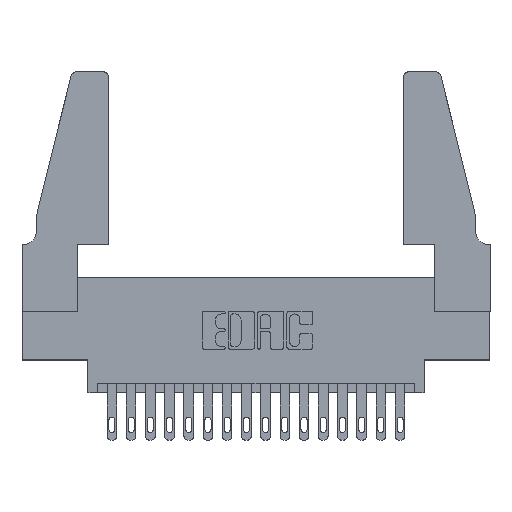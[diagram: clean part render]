
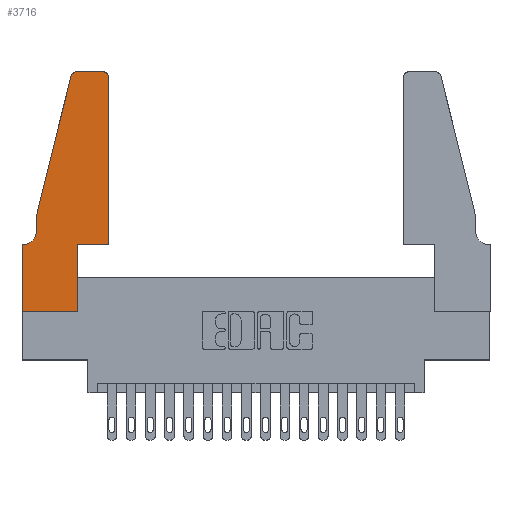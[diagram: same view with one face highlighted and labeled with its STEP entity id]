
A CAD part, top view. The second image highlights one B-rep face of the part: STEP entity #3716.
In plain terms, the highlighted planar face has unit normal (0, 0, 1).
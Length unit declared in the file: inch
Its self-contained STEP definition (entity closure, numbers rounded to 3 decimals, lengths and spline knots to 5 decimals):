
#525 = DIRECTION ( 'NONE',  ( 0., -1., 0. ) ) ;
#578 = LINE ( 'NONE', #11005, #16931 ) ;
#1272 = LINE ( 'NONE', #14459, #15817 ) ;
#1288 = CARTESIAN_POINT ( 'NONE',  ( 0.4505, 0.35, 0.37 ) ) ;
#1342 = CARTESIAN_POINT ( 'NONE',  ( 0.2865, 0.35, 0.37 ) ) ;
#1510 = LINE ( 'NONE', #5350, #2841 ) ;
#2137 = CARTESIAN_POINT ( 'NONE',  ( 0.25487, 1.22718, 0.37 ) ) ;
#2176 = EDGE_CURVE ( 'NONE', #9815, #14776, #12120, .T. ) ;
#2520 = VERTEX_POINT ( 'NONE', #14796 ) ;
#2553 = DIRECTION ( 'NONE',  ( -1., 0., 0. ) ) ;
#2841 = VECTOR ( 'NONE', #3981, 39.37008 ) ;
#2924 = DIRECTION ( 'NONE',  ( 1., 0., 0. ) ) ;
#3304 = AXIS2_PLACEMENT_3D ( 'NONE', #4655, #17203, #7619 ) ;
#3528 = CIRCLE ( 'NONE', #6934, 0.07 ) ;
#3645 = EDGE_CURVE ( 'NONE', #14776, #10414, #11383, .T. ) ;
#3716 = ADVANCED_FACE ( 'NONE', ( #8978 ), #12234, .T. ) ;
#3981 = DIRECTION ( 'NONE',  ( 0., -1., 0. ) ) ;
#4285 = CARTESIAN_POINT ( 'NONE',  ( 0., 0.35, 0.37 ) ) ;
#4289 = CARTESIAN_POINT ( 'NONE',  ( 0.0755, 0.42, 0.37 ) ) ;
#4559 = CARTESIAN_POINT ( 'NONE',  ( 0.4205, 1.25, 0.37 ) ) ;
#4655 = CARTESIAN_POINT ( 'NONE',  ( 0.4205, 1.22, 0.37 ) ) ;
#4708 = EDGE_CURVE ( 'NONE', #14686, #2520, #12629, .T. ) ;
#4885 = DIRECTION ( 'NONE',  ( 1., 0., 0. ) ) ;
#5350 = CARTESIAN_POINT ( 'NONE',  ( 0., 0., 0.37 ) ) ;
#5695 = VECTOR ( 'NONE', #525, 39.37008 ) ;
#6090 = CARTESIAN_POINT ( 'NONE',  ( 0.0755, 0.5, 0.37 ) ) ;
#6189 = VECTOR ( 'NONE', #17004, 39.37008 ) ;
#6300 = AXIS2_PLACEMENT_3D ( 'NONE', #4285, #7734, #2924 ) ;
#6568 = CARTESIAN_POINT ( 'NONE',  ( 0.0055, 0.42, 0.37 ) ) ;
#6739 = EDGE_CURVE ( 'NONE', #10414, #17136, #3528, .T. ) ;
#6934 = AXIS2_PLACEMENT_3D ( 'NONE', #6568, #13692, #17954 ) ;
#6936 = LINE ( 'NONE', #7940, #13317 ) ;
#7069 = VERTEX_POINT ( 'NONE', #18017 ) ;
#7143 = CARTESIAN_POINT ( 'NONE',  ( 0., 0.35, 0.37 ) ) ;
#7301 = VERTEX_POINT ( 'NONE', #1342 ) ;
#7483 = ORIENTED_EDGE ( 'NONE', *, *, #13395, .T. ) ;
#7619 = DIRECTION ( 'NONE',  ( 1., 0., 0. ) ) ;
#7659 = CARTESIAN_POINT ( 'NONE',  ( 0.4505, 0.35, 0.37 ) ) ;
#7734 = DIRECTION ( 'NONE',  ( 0., 0., 1. ) ) ;
#7741 = DIRECTION ( 'NONE',  ( 0., 0., 1. ) ) ;
#7925 = DIRECTION ( 'NONE',  ( 1., 0., 0. ) ) ;
#7940 = CARTESIAN_POINT ( 'NONE',  ( 0.0755, 0.35, 0.37 ) ) ;
#7973 = LINE ( 'NONE', #8746, #6189 ) ;
#8158 = LINE ( 'NONE', #7659, #17366 ) ;
#8280 = EDGE_CURVE ( 'NONE', #8565, #7069, #578, .T. ) ;
#8565 = VERTEX_POINT ( 'NONE', #4559 ) ;
#8746 = CARTESIAN_POINT ( 'NONE',  ( 0., 0., 0.37 ) ) ;
#8805 = VECTOR ( 'NONE', #14792, 39.37008 ) ;
#8873 = ORIENTED_EDGE ( 'NONE', *, *, #4708, .T. ) ;
#8978 = FACE_OUTER_BOUND ( 'NONE', #12239, .T. ) ;
#9169 = VERTEX_POINT ( 'NONE', #13505 ) ;
#9341 = AXIS2_PLACEMENT_3D ( 'NONE', #14749, #7741, #7925 ) ;
#9744 = VERTEX_POINT ( 'NONE', #7143 ) ;
#9815 = VERTEX_POINT ( 'NONE', #2137 ) ;
#10121 = EDGE_CURVE ( 'NONE', #17136, #9744, #6936, .T. ) ;
#10127 = CIRCLE ( 'NONE', #9341, 0.03 ) ;
#10195 = DIRECTION ( 'NONE',  ( 0., 1., 0. ) ) ;
#10398 = CARTESIAN_POINT ( 'NONE',  ( 0.2865, 0., 0.37 ) ) ;
#10410 = ORIENTED_EDGE ( 'NONE', *, *, #2176, .T. ) ;
#10414 = VERTEX_POINT ( 'NONE', #4289 ) ;
#10790 = ORIENTED_EDGE ( 'NONE', *, *, #10121, .T. ) ;
#10836 = ORIENTED_EDGE ( 'NONE', *, *, #6739, .T. ) ;
#11005 = CARTESIAN_POINT ( 'NONE',  ( 0.2605, 1.25, 0.37 ) ) ;
#11155 = DIRECTION ( 'NONE',  ( 0., 1., 0. ) ) ;
#11245 = CARTESIAN_POINT ( 'NONE',  ( 0.4505, 0.35, 0.37 ) ) ;
#11272 = VERTEX_POINT ( 'NONE', #10398 ) ;
#11383 = LINE ( 'NONE', #6090, #5695 ) ;
#11672 = ORIENTED_EDGE ( 'NONE', *, *, #3645, .T. ) ;
#11759 = ORIENTED_EDGE ( 'NONE', *, *, #12857, .T. ) ;
#12120 = LINE ( 'NONE', #13357, #8805 ) ;
#12234 = PLANE ( 'NONE',  #6300 ) ;
#12239 = EDGE_LOOP ( 'NONE', ( #16197, #13141, #10410, #11672, #10836, #10790, #7483, #11759, #12635, #12901, #8873, #14634 ) ) ;
#12629 = LINE ( 'NONE', #1288, #17039 ) ;
#12635 = ORIENTED_EDGE ( 'NONE', *, *, #14287, .T. ) ;
#12857 = EDGE_CURVE ( 'NONE', #9169, #11272, #7973, .T. ) ;
#12901 = ORIENTED_EDGE ( 'NONE', *, *, #13747, .T. ) ;
#13075 = EDGE_CURVE ( 'NONE', #2520, #8565, #16567, .T. ) ;
#13141 = ORIENTED_EDGE ( 'NONE', *, *, #13142, .T. ) ;
#13142 = EDGE_CURVE ( 'NONE', #7069, #9815, #10127, .T. ) ;
#13317 = VECTOR ( 'NONE', #13519, 39.37008 ) ;
#13357 = CARTESIAN_POINT ( 'NONE',  ( 0.0755, 0.5, 0.37 ) ) ;
#13395 = EDGE_CURVE ( 'NONE', #9744, #9169, #1510, .T. ) ;
#13505 = CARTESIAN_POINT ( 'NONE',  ( 0., 0., 0.37 ) ) ;
#13519 = DIRECTION ( 'NONE',  ( -1., 0., 0. ) ) ;
#13692 = DIRECTION ( 'NONE',  ( 0., 0., -1. ) ) ;
#13747 = EDGE_CURVE ( 'NONE', #7301, #14686, #8158, .T. ) ;
#14270 = CARTESIAN_POINT ( 'NONE',  ( 0.0755, 0.5, 0.37 ) ) ;
#14287 = EDGE_CURVE ( 'NONE', #11272, #7301, #1272, .T. ) ;
#14459 = CARTESIAN_POINT ( 'NONE',  ( 0.2865, 0.35, 0.37 ) ) ;
#14634 = ORIENTED_EDGE ( 'NONE', *, *, #13075, .T. ) ;
#14686 = VERTEX_POINT ( 'NONE', #11245 ) ;
#14749 = CARTESIAN_POINT ( 'NONE',  ( 0.284, 1.22, 0.37 ) ) ;
#14776 = VERTEX_POINT ( 'NONE', #14270 ) ;
#14792 = DIRECTION ( 'NONE',  ( -0.239, -0.971, 0. ) ) ;
#14796 = CARTESIAN_POINT ( 'NONE',  ( 0.4505, 1.22, 0.37 ) ) ;
#15817 = VECTOR ( 'NONE', #10195, 39.37008 ) ;
#16197 = ORIENTED_EDGE ( 'NONE', *, *, #8280, .T. ) ;
#16567 = CIRCLE ( 'NONE', #3304, 0.03 ) ;
#16931 = VECTOR ( 'NONE', #2553, 39.37008 ) ;
#17004 = DIRECTION ( 'NONE',  ( 1., 0., 0. ) ) ;
#17039 = VECTOR ( 'NONE', #11155, 39.37008 ) ;
#17136 = VERTEX_POINT ( 'NONE', #17458 ) ;
#17203 = DIRECTION ( 'NONE',  ( 0., 0., 1. ) ) ;
#17366 = VECTOR ( 'NONE', #4885, 39.37008 ) ;
#17458 = CARTESIAN_POINT ( 'NONE',  ( 0.0055, 0.35, 0.37 ) ) ;
#17954 = DIRECTION ( 'NONE',  ( -1., 0., 0. ) ) ;
#18017 = CARTESIAN_POINT ( 'NONE',  ( 0.284, 1.25, 0.37 ) ) ;
